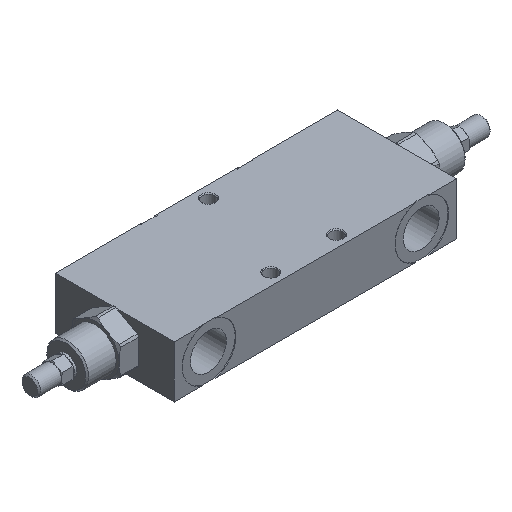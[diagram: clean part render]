
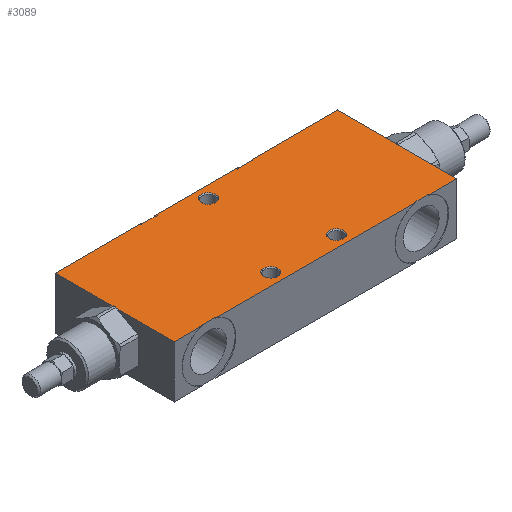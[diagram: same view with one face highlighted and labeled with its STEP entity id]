
A CAD part, isometric view. The second image highlights one B-rep face of the part: STEP entity #3089.
In plain terms, the highlighted planar face has unit normal (0, 0, 1).
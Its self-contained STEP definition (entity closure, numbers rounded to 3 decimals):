
#130=LINE('',#4293,#238);
#132=LINE('',#4298,#240);
#183=LINE('',#4655,#291);
#184=LINE('',#4658,#292);
#185=LINE('',#4660,#293);
#186=LINE('',#4661,#294);
#187=LINE('',#4663,#295);
#188=LINE('',#4665,#296);
#189=LINE('',#4667,#297);
#190=LINE('',#4669,#298);
#191=LINE('',#4671,#299);
#192=LINE('',#4673,#300);
#193=LINE('',#4675,#301);
#194=LINE('',#4677,#302);
#195=LINE('',#4679,#303);
#196=LINE('',#4681,#304);
#197=LINE('',#4682,#305);
#198=LINE('',#4684,#306);
#199=LINE('',#4686,#307);
#200=LINE('',#4688,#308);
#201=LINE('',#4690,#309);
#202=LINE('',#4692,#310);
#203=LINE('',#4694,#311);
#204=LINE('',#4696,#312);
#238=VECTOR('',#3588,1000.);
#240=VECTOR('',#3592,1000.);
#291=VECTOR('',#3851,1000.);
#292=VECTOR('',#3852,1000.);
#293=VECTOR('',#3853,1000.);
#294=VECTOR('',#3854,1000.);
#295=VECTOR('',#3855,1000.);
#296=VECTOR('',#3856,1000.);
#297=VECTOR('',#3857,1000.);
#298=VECTOR('',#3858,1000.);
#299=VECTOR('',#3859,1000.);
#300=VECTOR('',#3860,1000.);
#301=VECTOR('',#3861,1000.);
#302=VECTOR('',#3862,1000.);
#303=VECTOR('',#3863,1000.);
#304=VECTOR('',#3864,1000.);
#305=VECTOR('',#3865,1000.);
#306=VECTOR('',#3866,1000.);
#307=VECTOR('',#3867,1000.);
#308=VECTOR('',#3868,1000.);
#309=VECTOR('',#3869,1000.);
#310=VECTOR('',#3870,1000.);
#311=VECTOR('',#3871,1000.);
#312=VECTOR('',#3872,1000.);
#820=ORIENTED_EDGE('',*,*,#1217,.T.);
#821=ORIENTED_EDGE('',*,*,#1218,.F.);
#822=ORIENTED_EDGE('',*,*,#1219,.F.);
#823=ORIENTED_EDGE('',*,*,#1080,.F.);
#824=ORIENTED_EDGE('',*,*,#1220,.F.);
#825=ORIENTED_EDGE('',*,*,#1221,.F.);
#826=ORIENTED_EDGE('',*,*,#1222,.T.);
#827=ORIENTED_EDGE('',*,*,#1223,.T.);
#828=ORIENTED_EDGE('',*,*,#1224,.T.);
#829=ORIENTED_EDGE('',*,*,#1225,.F.);
#830=ORIENTED_EDGE('',*,*,#1226,.T.);
#831=ORIENTED_EDGE('',*,*,#1227,.T.);
#832=ORIENTED_EDGE('',*,*,#1228,.T.);
#833=ORIENTED_EDGE('',*,*,#1229,.F.);
#834=ORIENTED_EDGE('',*,*,#1230,.F.);
#835=ORIENTED_EDGE('',*,*,#1082,.F.);
#836=ORIENTED_EDGE('',*,*,#1231,.F.);
#837=ORIENTED_EDGE('',*,*,#1232,.F.);
#838=ORIENTED_EDGE('',*,*,#1233,.T.);
#839=ORIENTED_EDGE('',*,*,#1234,.T.);
#840=ORIENTED_EDGE('',*,*,#1235,.T.);
#841=ORIENTED_EDGE('',*,*,#1236,.F.);
#842=ORIENTED_EDGE('',*,*,#1237,.T.);
#843=ORIENTED_EDGE('',*,*,#1238,.T.);
#844=ORIENTED_EDGE('',*,*,#1239,.F.);
#845=ORIENTED_EDGE('',*,*,#1240,.F.);
#846=ORIENTED_EDGE('',*,*,#1216,.F.);
#1080=EDGE_CURVE('',#1325,#1336,#130,.T.);
#1082=EDGE_CURVE('',#1338,#1339,#132,.T.);
#1216=EDGE_CURVE('',#1432,#1432,#1550,.T.);
#1217=EDGE_CURVE('',#1433,#1434,#183,.T.);
#1218=EDGE_CURVE('',#1435,#1434,#184,.T.);
#1219=EDGE_CURVE('',#1336,#1435,#185,.T.);
#1220=EDGE_CURVE('',#1436,#1325,#186,.T.);
#1221=EDGE_CURVE('',#1437,#1436,#187,.T.);
#1222=EDGE_CURVE('',#1437,#1438,#188,.T.);
#1223=EDGE_CURVE('',#1438,#1439,#189,.T.);
#1224=EDGE_CURVE('',#1439,#1440,#190,.T.);
#1225=EDGE_CURVE('',#1441,#1440,#191,.T.);
#1226=EDGE_CURVE('',#1441,#1442,#192,.T.);
#1227=EDGE_CURVE('',#1442,#1443,#193,.T.);
#1228=EDGE_CURVE('',#1443,#1444,#194,.T.);
#1229=EDGE_CURVE('',#1445,#1444,#195,.T.);
#1230=EDGE_CURVE('',#1339,#1445,#196,.T.);
#1231=EDGE_CURVE('',#1446,#1338,#197,.T.);
#1232=EDGE_CURVE('',#1447,#1446,#198,.T.);
#1233=EDGE_CURVE('',#1447,#1448,#199,.T.);
#1234=EDGE_CURVE('',#1448,#1449,#200,.T.);
#1235=EDGE_CURVE('',#1449,#1450,#201,.T.);
#1236=EDGE_CURVE('',#1451,#1450,#202,.T.);
#1237=EDGE_CURVE('',#1451,#1452,#203,.T.);
#1238=EDGE_CURVE('',#1452,#1433,#204,.T.);
#1239=EDGE_CURVE('',#1453,#1453,#1551,.T.);
#1240=EDGE_CURVE('',#1454,#1454,#1552,.T.);
#1325=VERTEX_POINT('',#4215);
#1336=VERTEX_POINT('',#4287);
#1338=VERTEX_POINT('',#4297);
#1339=VERTEX_POINT('',#4299);
#1432=VERTEX_POINT('',#4653);
#1433=VERTEX_POINT('',#4656);
#1434=VERTEX_POINT('',#4657);
#1435=VERTEX_POINT('',#4659);
#1436=VERTEX_POINT('',#4662);
#1437=VERTEX_POINT('',#4664);
#1438=VERTEX_POINT('',#4666);
#1439=VERTEX_POINT('',#4668);
#1440=VERTEX_POINT('',#4670);
#1441=VERTEX_POINT('',#4672);
#1442=VERTEX_POINT('',#4674);
#1443=VERTEX_POINT('',#4676);
#1444=VERTEX_POINT('',#4678);
#1445=VERTEX_POINT('',#4680);
#1446=VERTEX_POINT('',#4683);
#1447=VERTEX_POINT('',#4685);
#1448=VERTEX_POINT('',#4687);
#1449=VERTEX_POINT('',#4689);
#1450=VERTEX_POINT('',#4691);
#1451=VERTEX_POINT('',#4693);
#1452=VERTEX_POINT('',#4695);
#1453=VERTEX_POINT('',#4698);
#1454=VERTEX_POINT('',#4700);
#1550=CIRCLE('',#3320,4.75);
#1551=CIRCLE('',#3322,4.75);
#1552=CIRCLE('',#3323,4.75);
#1709=EDGE_LOOP('',(#820,#821,#822,#823,#824,#825,#826,#827,#828,#829,#830,
#831,#832,#833,#834,#835,#836,#837,#838,#839,#840,#841,#842,#843));
#1710=EDGE_LOOP('',(#844));
#1711=EDGE_LOOP('',(#845));
#1712=EDGE_LOOP('',(#846));
#1891=FACE_BOUND('',#1709,.T.);
#1892=FACE_BOUND('',#1710,.T.);
#1893=FACE_BOUND('',#1711,.T.);
#1894=FACE_BOUND('',#1712,.T.);
#1984=PLANE('',#3321);
#3089=ADVANCED_FACE('',(#1891,#1892,#1893,#1894),#1984,.T.);
#3320=AXIS2_PLACEMENT_3D('',#4652,#3847,#3848);
#3321=AXIS2_PLACEMENT_3D('',#4654,#3849,#3850);
#3322=AXIS2_PLACEMENT_3D('',#4697,#3873,#3874);
#3323=AXIS2_PLACEMENT_3D('',#4699,#3875,#3876);
#3588=DIRECTION('',(0.,-1.,0.));
#3592=DIRECTION('',(0.,1.,0.));
#3847=DIRECTION('',(0.,0.,1.));
#3848=DIRECTION('',(1.,0.,0.));
#3849=DIRECTION('',(0.,0.,1.));
#3850=DIRECTION('',(1.,0.,0.));
#3851=DIRECTION('',(0.,-1.,0.));
#3852=DIRECTION('',(-1.,0.,0.));
#3853=DIRECTION('',(0.,-1.,0.));
#3854=DIRECTION('',(0.,-1.,0.));
#3855=DIRECTION('',(1.,0.,0.));
#3856=DIRECTION('',(0.,-1.,0.));
#3857=DIRECTION('',(-1.,0.,0.));
#3858=DIRECTION('',(0.,1.,0.));
#3859=DIRECTION('',(1.,0.,0.));
#3860=DIRECTION('',(0.,-1.,0.));
#3861=DIRECTION('',(-1.,0.,0.));
#3862=DIRECTION('',(0.,1.,0.));
#3863=DIRECTION('',(1.,0.,0.));
#3864=DIRECTION('',(0.,1.,0.));
#3865=DIRECTION('',(0.,1.,0.));
#3866=DIRECTION('',(-1.,0.,0.));
#3867=DIRECTION('',(0.,1.,0.));
#3868=DIRECTION('',(1.,0.,0.));
#3869=DIRECTION('',(0.,-1.,0.));
#3870=DIRECTION('',(-1.,0.,0.));
#3871=DIRECTION('',(0.,1.,0.));
#3872=DIRECTION('',(1.,0.,0.));
#3873=DIRECTION('',(0.,0.,1.));
#3874=DIRECTION('',(-1.,0.,0.));
#3875=DIRECTION('',(0.,0.,1.));
#3876=DIRECTION('',(-1.,0.,0.));
#4215=CARTESIAN_POINT('',(100.3,21.689,35.));
#4287=CARTESIAN_POINT('',(100.3,18.311,35.));
#4293=CARTESIAN_POINT('',(100.3,60.,35.));
#4297=CARTESIAN_POINT('',(-89.7,18.311,35.));
#4298=CARTESIAN_POINT('',(-89.7,-20.,35.));
#4299=CARTESIAN_POINT('',(-89.7,21.689,35.));
#4652=CARTESIAN_POINT('',(27.3,-12.,35.));
#4653=CARTESIAN_POINT('',(32.05,-12.,35.));
#4654=CARTESIAN_POINT('',(5.3,20.,35.));
#4655=CARTESIAN_POINT('',(81.013,-19.5,35.));
#4656=CARTESIAN_POINT('',(81.013,-19.5,35.));
#4657=CARTESIAN_POINT('',(81.013,-20.,35.));
#4658=CARTESIAN_POINT('',(100.3,-20.,35.));
#4659=CARTESIAN_POINT('',(100.3,-20.,35.));
#4660=CARTESIAN_POINT('',(100.3,60.,35.));
#4661=CARTESIAN_POINT('',(100.3,60.,35.));
#4662=CARTESIAN_POINT('',(100.3,60.,35.));
#4663=CARTESIAN_POINT('',(42.013,60.,35.));
#4664=CARTESIAN_POINT('',(42.013,60.,35.));
#4665=CARTESIAN_POINT('',(42.013,60.,35.));
#4666=CARTESIAN_POINT('',(42.013,59.5,35.));
#4667=CARTESIAN_POINT('',(42.013,59.5,35.));
#4668=CARTESIAN_POINT('',(33.587,59.5,35.));
#4669=CARTESIAN_POINT('',(33.587,59.5,35.));
#4670=CARTESIAN_POINT('',(33.587,60.,35.));
#4671=CARTESIAN_POINT('',(-22.987,60.,35.));
#4672=CARTESIAN_POINT('',(-22.987,60.,35.));
#4673=CARTESIAN_POINT('',(-22.987,60.,35.));
#4674=CARTESIAN_POINT('',(-22.987,59.5,35.));
#4675=CARTESIAN_POINT('',(-22.987,59.5,35.));
#4676=CARTESIAN_POINT('',(-31.413,59.5,35.));
#4677=CARTESIAN_POINT('',(-31.413,59.5,35.));
#4678=CARTESIAN_POINT('',(-31.413,60.,35.));
#4679=CARTESIAN_POINT('',(-89.7,60.,35.));
#4680=CARTESIAN_POINT('',(-89.7,60.,35.));
#4681=CARTESIAN_POINT('',(-89.7,-20.,35.));
#4682=CARTESIAN_POINT('',(-89.7,-20.,35.));
#4683=CARTESIAN_POINT('',(-89.7,-20.,35.));
#4684=CARTESIAN_POINT('',(-70.413,-20.,35.));
#4685=CARTESIAN_POINT('',(-70.413,-20.,35.));
#4686=CARTESIAN_POINT('',(-70.413,-20.,35.));
#4687=CARTESIAN_POINT('',(-70.413,-19.5,35.));
#4688=CARTESIAN_POINT('',(-70.413,-19.5,35.));
#4689=CARTESIAN_POINT('',(-61.987,-19.5,35.));
#4690=CARTESIAN_POINT('',(-61.987,-19.5,35.));
#4691=CARTESIAN_POINT('',(-61.987,-20.,35.));
#4692=CARTESIAN_POINT('',(72.587,-20.,35.));
#4693=CARTESIAN_POINT('',(72.587,-20.,35.));
#4694=CARTESIAN_POINT('',(72.587,-20.,35.));
#4695=CARTESIAN_POINT('',(72.587,-19.5,35.));
#4696=CARTESIAN_POINT('',(72.587,-19.5,35.));
#4697=CARTESIAN_POINT('',(-16.7,-12.,35.));
#4698=CARTESIAN_POINT('',(-21.45,-12.,35.));
#4699=CARTESIAN_POINT('',(5.3,52.,35.));
#4700=CARTESIAN_POINT('',(0.55,52.,35.));
